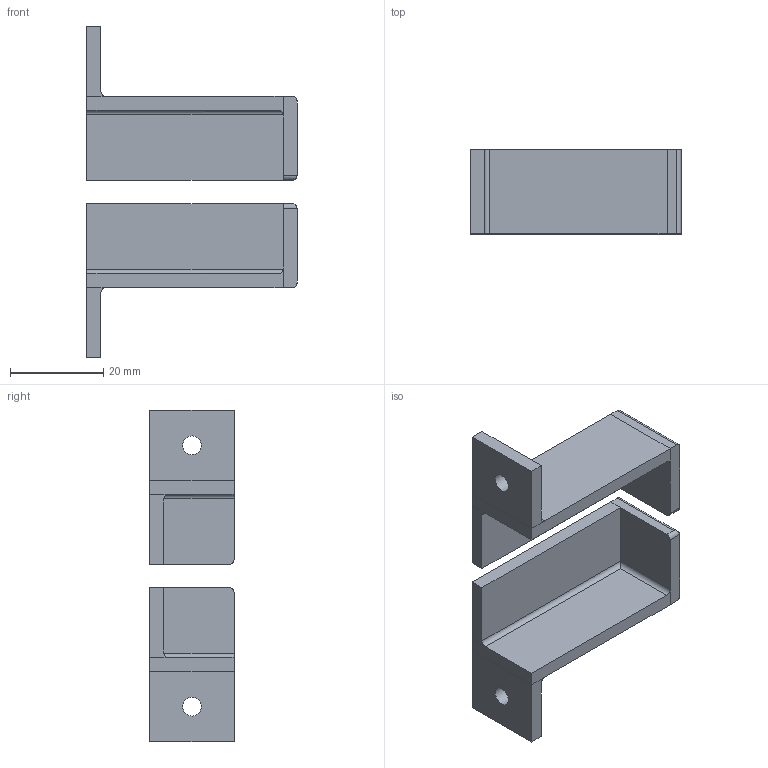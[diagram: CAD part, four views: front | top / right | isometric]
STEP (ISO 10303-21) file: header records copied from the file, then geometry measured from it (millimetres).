
FILE_DESCRIPTION(('FreeCAD Model'),'2;1');
FILE_NAME('Open CASCADE Shape Model','2024-11-16T17:03:33',(''),(''), 'Open CASCADE STEP processor 7.6','FreeCAD','Unknown');
FILE_SCHEMA(('AUTOMOTIVE_DESIGN { 1 0 10303 214 1 1 1 1 }'));
Length unit declared in the file: millimetre
Products named in the file (3): ps_mounts1; Body; Fillet (Mirror #1)
Assembly tree (2 placements, depth 2):
  ps_mounts1
    Body
    Fillet (Mirror #1)
Bounding box: 45 x 18 x 71 mm (x, y, z)
Volume: 11820.1 mm3; surface area: 8962.7 mm2
Topology: 2 solids, 2 shells, 54 faces, 132 edges, 82 vertices
Faces by surface type: plane 40, cylinder 14
Full cylindrical faces by diameter (mm): 4 x2
Entity records: 3420 total; most frequent: CARTESIAN_POINT 651, DIRECTION 516, LINE 344, VECTOR 344, ORIENTED_EDGE 264, PCURVE 264, DEFINITIONAL_REPRESENTATION 264, EDGE_CURVE 132
